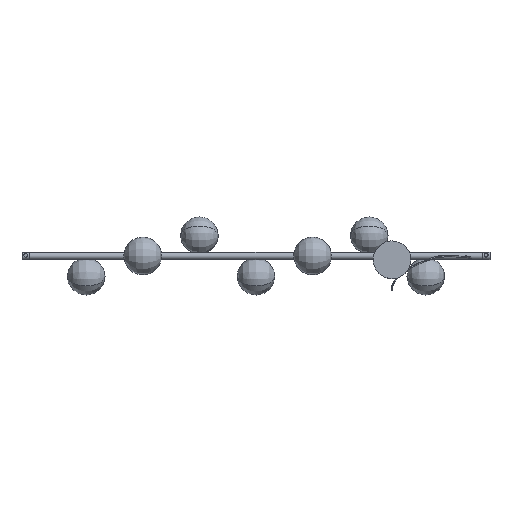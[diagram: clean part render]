
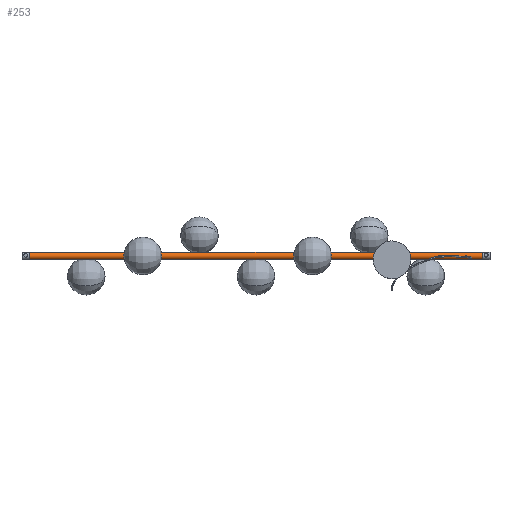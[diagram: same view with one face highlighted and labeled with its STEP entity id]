
A CAD part, top view. The second image highlights one B-rep face of the part: STEP entity #253.
In plain terms, the highlighted free-form (B-spline) face has degree [2, 1] with [5, 2] control points.
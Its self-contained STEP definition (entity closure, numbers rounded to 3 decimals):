
#253=ADVANCED_FACE('',(#313),#850,.T.);
#313=FACE_OUTER_BOUND('',#373,.T.);
#373=EDGE_LOOP('',(#468,#469,#470,#471));
#468=ORIENTED_EDGE('',*,*,#616,.T.);
#469=ORIENTED_EDGE('',*,*,#613,.T.);
#470=ORIENTED_EDGE('',*,*,#617,.F.);
#471=ORIENTED_EDGE('',*,*,#615,.F.);
#613=EDGE_CURVE('',#774,#775,#698,.T.);
#615=EDGE_CURVE('',#776,#777,#700,.T.);
#616=EDGE_CURVE('',#776,#774,#701,.T.);
#617=EDGE_CURVE('',#777,#775,#702,.T.);
#698=(
BOUNDED_CURVE()
B_SPLINE_CURVE(1,(#1198,#1199),.UNSPECIFIED.,.F.,.F.)
B_SPLINE_CURVE_WITH_KNOTS((2,2),(0.,120.),.UNSPECIFIED.)
CURVE()
GEOMETRIC_REPRESENTATION_ITEM()
RATIONAL_B_SPLINE_CURVE((1.,1.))
REPRESENTATION_ITEM('')
);
#700=(
BOUNDED_CURVE()
B_SPLINE_CURVE(1,(#1205,#1206),.UNSPECIFIED.,.F.,.F.)
B_SPLINE_CURVE_WITH_KNOTS((2,2),(0.,120.),.UNSPECIFIED.)
CURVE()
GEOMETRIC_REPRESENTATION_ITEM()
RATIONAL_B_SPLINE_CURVE((1.,1.))
REPRESENTATION_ITEM('')
);
#701=(
BOUNDED_CURVE()
B_SPLINE_CURVE(2,(#1207,#1208,#1209,#1210,#1211),.UNSPECIFIED.,.F.,.F.)
B_SPLINE_CURVE_WITH_KNOTS((3,2,3),(3.142,4.712,6.283),
 .UNSPECIFIED.)
CURVE()
GEOMETRIC_REPRESENTATION_ITEM()
RATIONAL_B_SPLINE_CURVE((1.,0.707,1.,0.707,1.))
REPRESENTATION_ITEM('')
);
#702=(
BOUNDED_CURVE()
B_SPLINE_CURVE(2,(#1212,#1213,#1214,#1215,#1216),.UNSPECIFIED.,.F.,.F.)
B_SPLINE_CURVE_WITH_KNOTS((3,2,3),(3.142,4.712,6.283),
 .UNSPECIFIED.)
CURVE()
GEOMETRIC_REPRESENTATION_ITEM()
RATIONAL_B_SPLINE_CURVE((1.,0.707,1.,0.707,1.))
REPRESENTATION_ITEM('')
);
#774=VERTEX_POINT('',#1189);
#775=VERTEX_POINT('',#1190);
#776=VERTEX_POINT('',#1191);
#777=VERTEX_POINT('',#1192);
#850=(
BOUNDED_SURFACE()
B_SPLINE_SURFACE(2,1,((#1179,#1180),(#1181,#1182),(#1183,#1184),(#1185,
#1186),(#1187,#1188)),.UNSPECIFIED.,.F.,.F.,.F.)
B_SPLINE_SURFACE_WITH_KNOTS((3,2,3),(2,2),(3.142,4.712,
6.283),(0.,120.),.UNSPECIFIED.)
GEOMETRIC_REPRESENTATION_ITEM()
RATIONAL_B_SPLINE_SURFACE(((1.,1.),(0.707,0.707),
(1.,1.),(0.707,0.707),(1.,1.)))
REPRESENTATION_ITEM('')
SURFACE()
);
#1179=CARTESIAN_POINT('',(-600.,22.303,1094.522));
#1180=CARTESIAN_POINT('',(600.,22.303,1094.522));
#1181=CARTESIAN_POINT('',(-600.,22.303,1104.522));
#1182=CARTESIAN_POINT('',(600.,22.303,1104.522));
#1183=CARTESIAN_POINT('',(-600.,12.303,1104.522));
#1184=CARTESIAN_POINT('',(600.,12.303,1104.522));
#1185=CARTESIAN_POINT('',(-600.,2.303,1104.522));
#1186=CARTESIAN_POINT('',(600.,2.303,1104.522));
#1187=CARTESIAN_POINT('',(-600.,2.303,1094.522));
#1188=CARTESIAN_POINT('',(600.,2.303,1094.522));
#1189=CARTESIAN_POINT('',(-600.,2.303,1094.522));
#1190=CARTESIAN_POINT('',(600.,2.303,1094.522));
#1191=CARTESIAN_POINT('',(-600.,22.303,1094.522));
#1192=CARTESIAN_POINT('',(600.,22.303,1094.522));
#1198=CARTESIAN_POINT('',(-600.,2.303,1094.522));
#1199=CARTESIAN_POINT('',(600.,2.303,1094.522));
#1205=CARTESIAN_POINT('',(-600.,22.303,1094.522));
#1206=CARTESIAN_POINT('',(600.,22.303,1094.522));
#1207=CARTESIAN_POINT('',(-600.,22.303,1094.522));
#1208=CARTESIAN_POINT('',(-600.,22.303,1104.522));
#1209=CARTESIAN_POINT('',(-600.,12.303,1104.522));
#1210=CARTESIAN_POINT('',(-600.,2.303,1104.522));
#1211=CARTESIAN_POINT('',(-600.,2.303,1094.522));
#1212=CARTESIAN_POINT('',(600.,22.303,1094.522));
#1213=CARTESIAN_POINT('',(600.,22.303,1104.522));
#1214=CARTESIAN_POINT('',(600.,12.303,1104.522));
#1215=CARTESIAN_POINT('',(600.,2.303,1104.522));
#1216=CARTESIAN_POINT('',(600.,2.303,1094.522));
